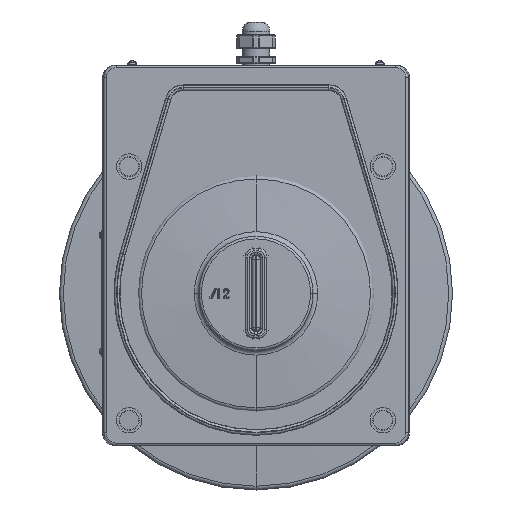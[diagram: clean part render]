
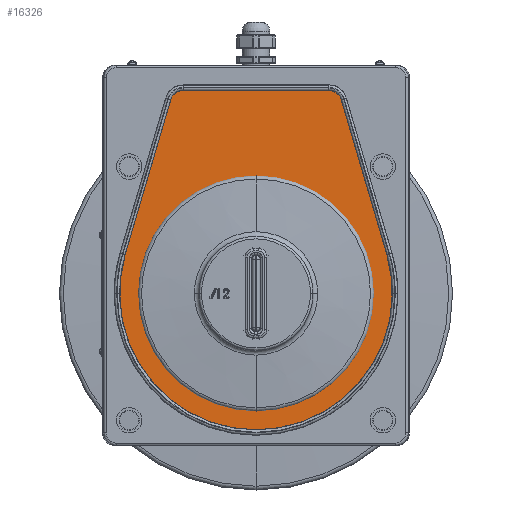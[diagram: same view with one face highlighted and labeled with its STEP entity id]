
A CAD part, front view. The second image highlights one B-rep face of the part: STEP entity #16326.
In plain terms, the highlighted planar face has unit normal (0, -1, 0).
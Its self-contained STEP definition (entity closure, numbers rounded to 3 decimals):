
#1009 = CARTESIAN_POINT ( 'NONE',  ( -67.11, -35., 152.824 ) ) ;
#1028 = CARTESIAN_POINT ( 'NONE',  ( -65.811, -35., 157.242 ) ) ;
#1048 = CARTESIAN_POINT ( 'NONE',  ( -62.125, -35., 160. ) ) ;
#1079 = CARTESIAN_POINT ( 'NONE',  ( 57.52, -35., 160. ) ) ;
#1121 = CARTESIAN_POINT ( 'NONE',  ( -57.52, -35., 160. ) ) ;
#2088 = DIRECTION ( 'NONE',  ( 1., 0., 0. ) ) ;
#2097 = EDGE_CURVE ( 'NONE', #49663, #49662, #30995, .T. ) ;
#2138 = CARTESIAN_POINT ( 'NONE',  ( 0., -35., 0. ) ) ;
#2159 = DIRECTION ( 'NONE',  ( 0., -1., 0. ) ) ;
#2893 =( BOUNDED_CURVE ( )  B_SPLINE_CURVE ( 3, ( #1121, #1048, #1028, #1009 ),
 .UNSPECIFIED., .F., .F. ) 
 B_SPLINE_CURVE_WITH_KNOTS ( ( 4, 4 ),
 ( 2.499, 3.784 ),
 .UNSPECIFIED. ) 
 CURVE ( )  GEOMETRIC_REPRESENTATION_ITEM ( )  RATIONAL_B_SPLINE_CURVE ( ( 1., 0.867, 0.867, 1. ) ) 
 REPRESENTATION_ITEM ( '' )  );
#2936 =( BOUNDED_CURVE ( )  B_SPLINE_CURVE ( 3, ( #56917, #56306, #54096, #1079 ),
 .UNSPECIFIED., .F., .T. ) 
 B_SPLINE_CURVE_WITH_KNOTS ( ( 4, 4 ),
 ( 2.499, 3.784 ),
 .UNSPECIFIED. ) 
 CURVE ( )  GEOMETRIC_REPRESENTATION_ITEM ( )  RATIONAL_B_SPLINE_CURVE ( ( 1., 0.867, 0.867, 1. ) ) 
 REPRESENTATION_ITEM ( '' )  );
#4613 = CARTESIAN_POINT ( 'NONE',  ( 0., -35., -50.206 ) ) ;
#4618 = CARTESIAN_POINT ( 'NONE',  ( 0., -35., 50.206 ) ) ;
#16326 = ADVANCED_FACE ( 'NONE', ( #51214, #51196 ), #42568, .T. ) ;
#22444 = VERTEX_POINT ( 'NONE', #47671 ) ;
#22474 = VERTEX_POINT ( 'NONE', #47642 ) ;
#23120 = VERTEX_POINT ( 'NONE', #47917 ) ;
#23130 = VERTEX_POINT ( 'NONE', #42227 ) ;
#23134 = VERTEX_POINT ( 'NONE', #54126 ) ;
#23154 = VERTEX_POINT ( 'NONE', #54161 ) ;
#23165 = VERTEX_POINT ( 'NONE', #54117 ) ;
#24041 = EDGE_CURVE ( 'NONE', #22444, #23154, #57118, .T. ) ;
#24052 = EDGE_CURVE ( 'NONE', #23165, #23134, #57115, .T. ) ;
#24067 = EDGE_CURVE ( 'NONE', #49662, #49663, #57171, .T. ) ;
#24070 = EDGE_CURVE ( 'NONE', #23120, #23130, #57167, .T. ) ;
#24075 = EDGE_CURVE ( 'NONE', #23130, #22474, #57162, .T. ) ;
#24134 = EDGE_CURVE ( 'NONE', #23154, #23165, #2936, .T. ) ;
#24147 = EDGE_CURVE ( 'NONE', #23134, #23120, #2893, .T. ) ;
#24348 = EDGE_CURVE ( 'NONE', #22474, #22444, #57613, .T. ) ;
#25405 = EDGE_LOOP ( 'NONE', ( #28008, #28097 ) ) ;
#25412 = EDGE_LOOP ( 'NONE', ( #28090, #28159, #28109, #28078, #28130, #28170, #28034 ) ) ;
#26699 = AXIS2_PLACEMENT_3D ( 'NONE', #32032, #32039, #32014 ) ;
#28008 = ORIENTED_EDGE ( 'NONE', *, *, #2097, .T. ) ;
#28034 = ORIENTED_EDGE ( 'NONE', *, *, #24348, .T. ) ;
#28078 = ORIENTED_EDGE ( 'NONE', *, *, #24147, .T. ) ;
#28090 = ORIENTED_EDGE ( 'NONE', *, *, #24041, .T. ) ;
#28097 = ORIENTED_EDGE ( 'NONE', *, *, #24067, .T. ) ;
#28109 = ORIENTED_EDGE ( 'NONE', *, *, #24052, .T. ) ;
#28130 = ORIENTED_EDGE ( 'NONE', *, *, #24070, .T. ) ;
#28159 = ORIENTED_EDGE ( 'NONE', *, *, #24134, .T. ) ;
#28170 = ORIENTED_EDGE ( 'NONE', *, *, #24075, .T. ) ;
#30995 = CIRCLE ( 'NONE', #26699, 50.206 ) ;
#32014 = DIRECTION ( 'NONE',  ( 0., 0., -1. ) ) ;
#32032 = CARTESIAN_POINT ( 'NONE',  ( 0., -35., 0. ) ) ;
#32039 = DIRECTION ( 'NONE',  ( 0., 1., 0. ) ) ;
#34136 = AXIS2_PLACEMENT_3D ( 'NONE', #42500, #42502, #42514 ) ;
#42227 = CARTESIAN_POINT ( 'NONE',  ( -103.133, -35., 30.329 ) ) ;
#42500 = CARTESIAN_POINT ( 'NONE',  ( -120., -35., -120. ) ) ;
#42502 = DIRECTION ( 'NONE',  ( 0., -1., 0. ) ) ;
#42514 = DIRECTION ( 'NONE',  ( 0., 0., -1. ) ) ;
#42568 = PLANE ( 'NONE',  #34136 ) ;
#45820 = AXIS2_PLACEMENT_3D ( 'NONE', #2138, #2159, #2088 ) ;
#46720 = AXIS2_PLACEMENT_3D ( 'NONE', #56547, #56545, #56560 ) ;
#46730 = AXIS2_PLACEMENT_3D ( 'NONE', #56548, #56571, #56556 ) ;
#47642 = CARTESIAN_POINT ( 'NONE',  ( 0., -35., -107.5 ) ) ;
#47671 = CARTESIAN_POINT ( 'NONE',  ( 103.133, -35., 30.329 ) ) ;
#47917 = CARTESIAN_POINT ( 'NONE',  ( -67.11, -35., 152.824 ) ) ;
#49662 = VERTEX_POINT ( 'NONE', #4618 ) ;
#49663 = VERTEX_POINT ( 'NONE', #4613 ) ;
#51196 = FACE_OUTER_BOUND ( 'NONE', #25412, .T. ) ;
#51214 = FACE_BOUND ( 'NONE', #25405, .T. ) ;
#54096 = CARTESIAN_POINT ( 'NONE',  ( 62.125, -35., 160. ) ) ;
#54117 = CARTESIAN_POINT ( 'NONE',  ( 57.52, -35., 160. ) ) ;
#54126 = CARTESIAN_POINT ( 'NONE',  ( -57.52, -35., 160. ) ) ;
#54161 = CARTESIAN_POINT ( 'NONE',  ( 67.11, -35., 152.824 ) ) ;
#56306 = CARTESIAN_POINT ( 'NONE',  ( 65.811, -35., 157.242 ) ) ;
#56452 = DIRECTION ( 'NONE',  ( -0.282, 0., 0.959 ) ) ;
#56478 = CARTESIAN_POINT ( 'NONE',  ( 126.062, -35., -47.64 ) ) ;
#56518 = DIRECTION ( 'NONE',  ( -1., 0., 0. ) ) ;
#56529 = CARTESIAN_POINT ( 'NONE',  ( -120., -35., 160. ) ) ;
#56541 = DIRECTION ( 'NONE',  ( -0.282, 0., -0.959 ) ) ;
#56545 = DIRECTION ( 'NONE',  ( 0., 1., 0. ) ) ;
#56547 = CARTESIAN_POINT ( 'NONE',  ( 0., -35., 0. ) ) ;
#56548 = CARTESIAN_POINT ( 'NONE',  ( 0., -35., 0. ) ) ;
#56556 = DIRECTION ( 'NONE',  ( 1., 0., 0. ) ) ;
#56560 = DIRECTION ( 'NONE',  ( 0., 0., -1. ) ) ;
#56570 = CARTESIAN_POINT ( 'NONE',  ( -145.165, -35., -112.6 ) ) ;
#56571 = DIRECTION ( 'NONE',  ( 0., -1., 0. ) ) ;
#56917 = CARTESIAN_POINT ( 'NONE',  ( 67.11, -35., 152.824 ) ) ;
#57097 = VECTOR ( 'NONE', #56452, 1000. ) ;
#57115 = LINE ( 'NONE', #56529, #57117 ) ;
#57117 = VECTOR ( 'NONE', #56518, 1000. ) ;
#57118 = LINE ( 'NONE', #56478, #57097 ) ;
#57157 = VECTOR ( 'NONE', #56541, 1000. ) ;
#57162 = CIRCLE ( 'NONE', #46730, 107.5 ) ;
#57167 = LINE ( 'NONE', #56570, #57157 ) ;
#57171 = CIRCLE ( 'NONE', #46720, 50.206 ) ;
#57613 = CIRCLE ( 'NONE', #45820, 107.5 ) ;
